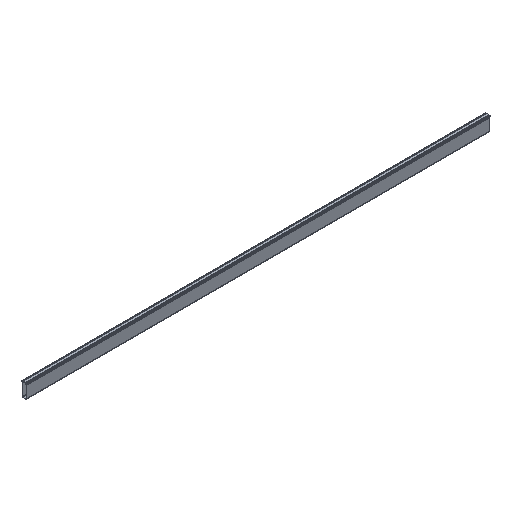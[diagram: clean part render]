
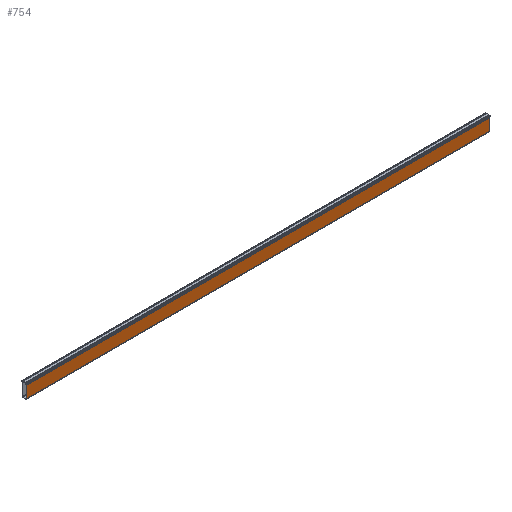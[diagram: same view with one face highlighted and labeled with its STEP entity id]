
A CAD part, isometric view. The second image highlights one B-rep face of the part: STEP entity #754.
In plain terms, the highlighted planar face has unit normal (0, -1, 0).
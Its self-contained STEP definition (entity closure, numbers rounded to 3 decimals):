
#147 = VECTOR ( 'NONE', #288, 1000. ) ;
#149 = CARTESIAN_POINT ( 'NONE',  ( 500., -9.3, 50.657 ) ) ;
#268 = CARTESIAN_POINT ( 'NONE',  ( 500., -9.3, 0. ) ) ;
#282 = LINE ( 'NONE', #268, #147 ) ;
#288 = DIRECTION ( 'NONE',  ( 0., 0., -1. ) ) ;
#510 = CARTESIAN_POINT ( 'NONE',  ( -1500., -9.3, 0.5 ) ) ;
#559 = EDGE_CURVE ( 'NONE', #2661, #3058, #993, .T. ) ;
#689 = ORIENTED_EDGE ( 'NONE', *, *, #559, .F. ) ;
#699 = ORIENTED_EDGE ( 'NONE', *, *, #1641, .F. ) ;
#754 = ADVANCED_FACE ( 'NONE', ( #3209 ), #1411, .T. ) ;
#993 = LINE ( 'NONE', #2892, #3246 ) ;
#1281 = DIRECTION ( 'NONE',  ( 0., 0., -1. ) ) ;
#1295 = DIRECTION ( 'NONE',  ( 0., -1., 0. ) ) ;
#1344 = EDGE_CURVE ( 'NONE', #3058, #3193, #282, .T. ) ;
#1411 = PLANE ( 'NONE',  #3307 ) ;
#1641 = EDGE_CURVE ( 'NONE', #3415, #2661, #2834, .T. ) ;
#1643 = CARTESIAN_POINT ( 'NONE',  ( 500., -9.3, 0.5 ) ) ;
#1757 = ORIENTED_EDGE ( 'NONE', *, *, #3072, .T. ) ;
#1836 = DIRECTION ( 'NONE',  ( 0., 0., 1. ) ) ;
#1912 = LINE ( 'NONE', #2762, #3735 ) ;
#2098 = CARTESIAN_POINT ( 'NONE',  ( -1500., -9.3, 0.5 ) ) ;
#2419 = EDGE_LOOP ( 'NONE', ( #1757, #2844, #689, #699 ) ) ;
#2659 = VECTOR ( 'NONE', #1836, 1000. ) ;
#2661 = VERTEX_POINT ( 'NONE', #2816 ) ;
#2762 = CARTESIAN_POINT ( 'NONE',  ( 0., -9.3, 0.5 ) ) ;
#2803 = DIRECTION ( 'NONE',  ( 1., 0., 0. ) ) ;
#2816 = CARTESIAN_POINT ( 'NONE',  ( -1500., -9.3, 50.657 ) ) ;
#2834 = LINE ( 'NONE', #2098, #2659 ) ;
#2844 = ORIENTED_EDGE ( 'NONE', *, *, #1344, .F. ) ;
#2892 = CARTESIAN_POINT ( 'NONE',  ( 500., -9.3, 50.657 ) ) ;
#2952 = DIRECTION ( 'NONE',  ( 1., 0., 0. ) ) ;
#3058 = VERTEX_POINT ( 'NONE', #149 ) ;
#3072 = EDGE_CURVE ( 'NONE', #3415, #3193, #1912, .T. ) ;
#3193 = VERTEX_POINT ( 'NONE', #1643 ) ;
#3209 = FACE_OUTER_BOUND ( 'NONE', #2419, .T. ) ;
#3246 = VECTOR ( 'NONE', #2803, 1000. ) ;
#3307 = AXIS2_PLACEMENT_3D ( 'NONE', #3333, #1295, #1281 ) ;
#3333 = CARTESIAN_POINT ( 'NONE',  ( 0., -9.3, 40. ) ) ;
#3415 = VERTEX_POINT ( 'NONE', #510 ) ;
#3735 = VECTOR ( 'NONE', #2952, 1000. ) ;
